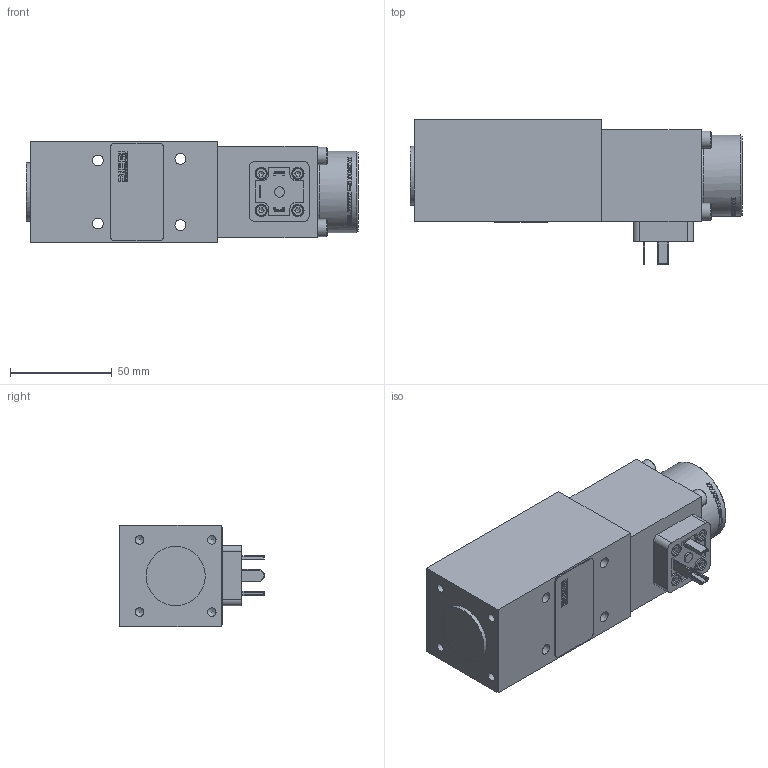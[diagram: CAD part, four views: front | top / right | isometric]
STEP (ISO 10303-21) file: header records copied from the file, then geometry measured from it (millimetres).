
FILE_DESCRIPTION (( 'STEP AP214' ), '1' );
FILE_NAME ('WV700-6-2_2_E4, BE4, BE2.STEP', '2022-02-01T13:35:24', ( '' ), ( '' ), 'SwSTEP 2.0', 'SolidWorks 2020', '' );
FILE_SCHEMA (( 'AUTOMOTIVE_DESIGN' ));
Length unit declared in the file: millimetre
Products named in the file (1): WV700-6-2_2_E4, BE4, BE2
Bounding box: 163 x 71 x 50 mm (x, y, z)
Volume: 357913.8 mm3; surface area: 43437.3 mm2
Topology: 1 solids, 1 shells, 949 faces, 2477 edges, 1607 vertices
Faces by surface type: plane 538, bspline 249, cylinder 116, cone 26, sphere 12, torus 8
Full cylindrical faces by diameter (mm): 4.2 x4, 5 x2, 5.3 x4, 5.5 x4, 5.9 x2, 6 x4, 8.5 x4, 9.374 x1, 9.395 x1, 9.414 x1, 9.573 x1, 9.744 x1, 9.808 x1, 9.838 x1, 12.35 x4, 29 x1, 40 x1
Entity records: 49186 total; most frequent: CARTESIAN_POINT 17508, ORIENTED_EDGE 4714, DIRECTION 3635, EDGE_CURVE 2357, VERTEX_POINT 1566, VECTOR 1463, LINE 1463, EDGE_LOOP 1113
